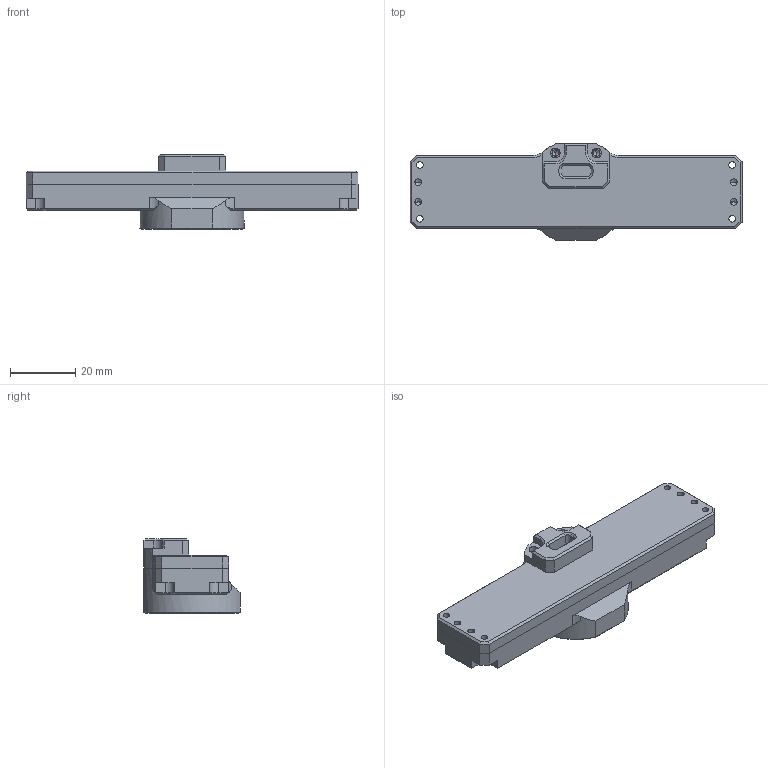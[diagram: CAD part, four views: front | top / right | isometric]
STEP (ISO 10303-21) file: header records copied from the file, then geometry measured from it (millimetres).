
FILE_DESCRIPTION (( 'STEP AP214' ), '1' );
FILE_NAME ('LP0534r.STEP', '', ( '' ), ( '' ), '', '', '' );
FILE_SCHEMA (( 'AUTOMOTIVE_DESIGN' ));
Length unit declared in the file: millimetre
Products named in the file (3): LP0534-P0005r; LP0534-P0003r; LP0534r
Assembly tree (2 placements, depth 2):
  LP0534r
    LP0534-P0003r
    LP0534-P0005r
Bounding box: 102 x 29.5 x 22.9 mm (x, y, z)
Volume: 28812.7 mm3; surface area: 14834 mm2
Topology: 2 solids, 2 shells, 299 faces, 736 edges, 435 vertices
Faces by surface type: plane 111, cylinder 106, cone 82
Entity records: 9172 total; most frequent: DIRECTION 1558, CARTESIAN_POINT 1533, ORIENTED_EDGE 1420, EDGE_CURVE 710, AXIS2_PLACEMENT_3D 566, VERTEX_POINT 435, VECTOR 426, LINE 426
